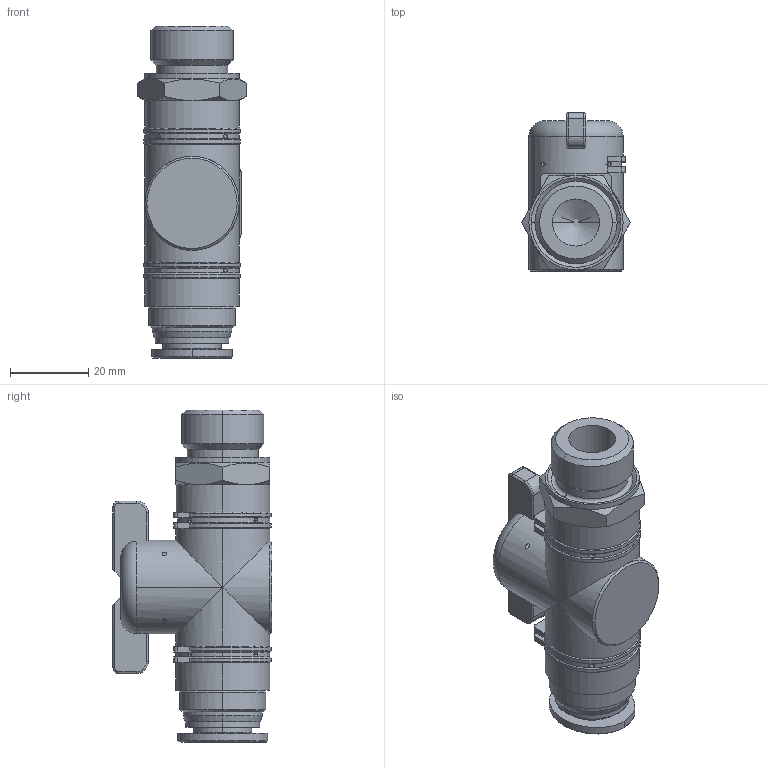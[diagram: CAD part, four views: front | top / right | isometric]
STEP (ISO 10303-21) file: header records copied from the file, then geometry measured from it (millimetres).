
FILE_DESCRIPTION((''),'2;1');
FILE_NAME('BC6012G04-mdt.stp','2017-07-24T18:55:00',(''),(''),'Mechanical Desktop 2009','Mechanical Desktop 2009',', , ');
FILE_SCHEMA(('CONFIG_CONTROL_DESIGN'));
Length unit declared in the file: millimetre
Products named in the file (4): BC6012G04-MDT; BC6012G02-MDT; BL 60-04; ~~~PART1
Assembly tree (3 placements, depth 3):
  BC6012G04-MDT
    BC6012G02-MDT
    BL 60-04
      ~~~PART1
Bounding box: 27.71 x 40.7 x 84.6 mm (x, y, z)
Volume: 45412.9 mm3; surface area: 13145.9 mm2
Topology: 2 solids, 4 shells, 397 faces, 1011 edges, 644 vertices
Faces by surface type: plane 219, cylinder 111, cone 44, torus 18, bspline 5
Entity records: 13503 total; most frequent: CARTESIAN_POINT 3849, ORIENTED_EDGE 2014, DIRECTION 1950, EDGE_CURVE 1007, AXIS2_PLACEMENT_3D 651, VECTOR 648, LINE 648, VERTEX_POINT 644
